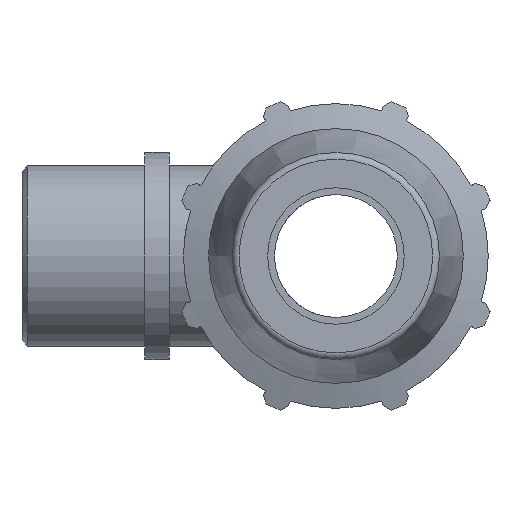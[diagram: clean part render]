
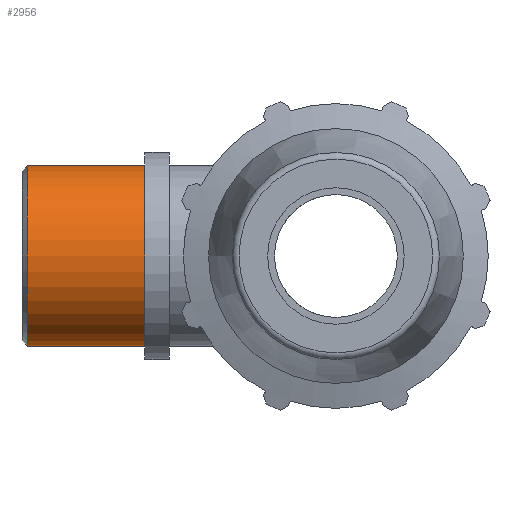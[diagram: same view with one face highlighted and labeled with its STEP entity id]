
A CAD part, left-side view. The second image highlights one B-rep face of the part: STEP entity #2956.
In plain terms, the highlighted cylindrical face has radius 13.22 mm (diameter 26.441 mm), a full revolution.
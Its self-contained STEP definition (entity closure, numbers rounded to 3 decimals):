
#149=FACE_BOUND('',#565,.T.);
#206=CYLINDRICAL_SURFACE('',#3241,13.221);
#364=FACE_OUTER_BOUND('',#564,.T.);
#564=EDGE_LOOP('',(#2540));
#565=EDGE_LOOP('',(#2541));
#695=CIRCLE('',#3239,13.221);
#697=CIRCLE('',#3242,13.221);
#1367=VERTEX_POINT('',#5156);
#1369=VERTEX_POINT('',#5161);
#1761=EDGE_CURVE('',#1367,#1367,#695,.T.);
#1763=EDGE_CURVE('',#1369,#1369,#697,.T.);
#2540=ORIENTED_EDGE('',*,*,#1763,.T.);
#2541=ORIENTED_EDGE('',*,*,#1761,.F.);
#2956=ADVANCED_FACE('',(#364,#149),#206,.T.);
#3239=AXIS2_PLACEMENT_3D('',#5157,#3999,#4000);
#3241=AXIS2_PLACEMENT_3D('',#5160,#4003,#4004);
#3242=AXIS2_PLACEMENT_3D('',#5162,#4005,#4006);
#3999=DIRECTION('center_axis',(0.,1.,0.));
#4000=DIRECTION('ref_axis',(1.,0.,0.));
#4003=DIRECTION('center_axis',(0.,1.,0.));
#4004=DIRECTION('ref_axis',(-1.,0.,0.));
#4005=DIRECTION('center_axis',(0.,1.,0.));
#4006=DIRECTION('ref_axis',(1.,0.,0.));
#5156=CARTESIAN_POINT('',(-13.221,45.207,0.));
#5157=CARTESIAN_POINT('Origin',(0.,45.207,0.));
#5160=CARTESIAN_POINT('Origin',(0.,37.,0.));
#5161=CARTESIAN_POINT('',(-13.221,28.,0.));
#5162=CARTESIAN_POINT('Origin',(0.,28.,0.));
